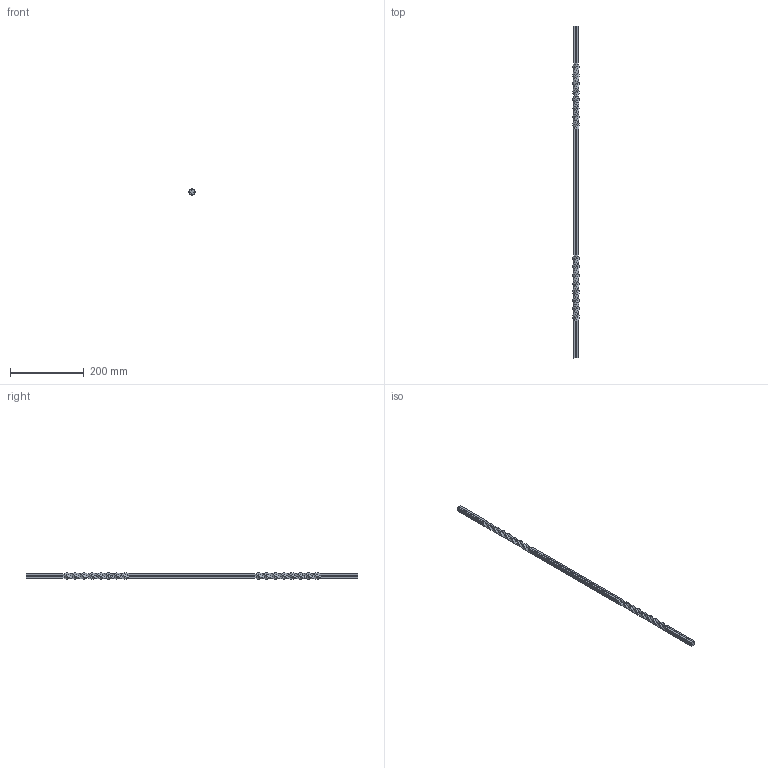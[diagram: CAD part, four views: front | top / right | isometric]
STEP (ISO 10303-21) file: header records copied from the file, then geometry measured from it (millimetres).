
FILE_DESCRIPTION (( 'STEP AP203' ), '1' );
FILE_NAME ('1105.step', '2023-06-09T11:43:37', ( '' ), ( '' ), 'SwSTEP 2.0', 'SolidWorks 2018', '' );
FILE_SCHEMA (( 'CONFIG_CONTROL_DESIGN' ));
Length unit declared in the file: millimetre
Products named in the file (1): 1105
Bounding box: 16.97 x 900 x 16.97 mm (x, y, z)
Volume: 125855.9 mm3; surface area: 47107 mm2
Topology: 1 solids, 1 shells, 278 faces, 713 edges, 454 vertices
Faces by surface type: plane 161, bspline 117
Entity records: 19742 total; most frequent: CARTESIAN_POINT 13701, ORIENTED_EDGE 1426, DIRECTION 835, EDGE_CURVE 713, VECTOR 511, LINE 511, VERTEX_POINT 454, EDGE_LOOP 295
